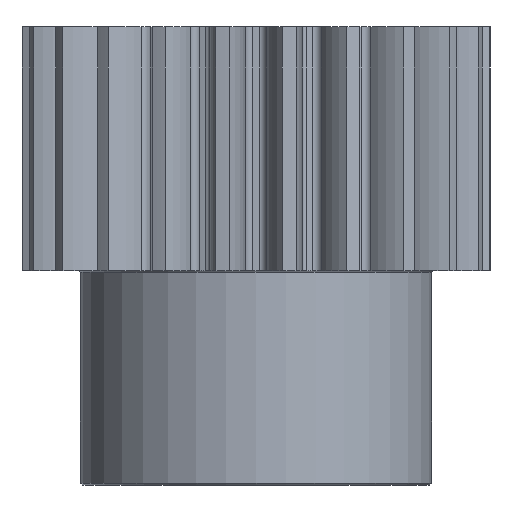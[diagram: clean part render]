
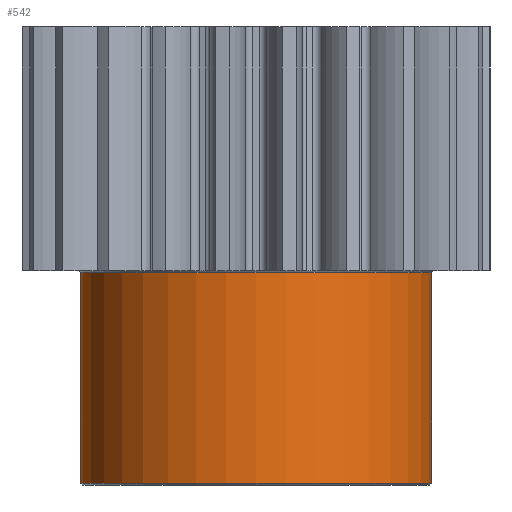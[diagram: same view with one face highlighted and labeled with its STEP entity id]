
A CAD part, front view. The second image highlights one B-rep face of the part: STEP entity #542.
In plain terms, the highlighted cylindrical face has radius 18 mm (diameter 36 mm), a partial arc.
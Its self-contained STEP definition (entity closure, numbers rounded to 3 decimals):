
#542=ADVANCED_FACE('NONE',(#1086),#1087,.T.);
#1086=FACE_OUTER_BOUND('',#1628,.T.);
#1087=CYLINDRICAL_SURFACE('',#1629,18.0);
#1628=EDGE_LOOP('',(#3332,#3333,#3334,#3335));
#1629=AXIS2_PLACEMENT_3D('',#3336,#3337,#3338);
#3332=ORIENTED_EDGE('',*,*,#3487,.F.);
#3333=ORIENTED_EDGE('',*,*,#4068,.T.);
#3334=ORIENTED_EDGE('',*,*,#3489,.T.);
#3335=ORIENTED_EDGE('',*,*,#3466,.T.);
#3336=CARTESIAN_POINT('',(0.0,0.0,-22.0));
#3337=DIRECTION('',(0.0,0.0,-1.0));
#3338=DIRECTION('',(1.0,0.0,0.0));
#3466=EDGE_CURVE('NONE',#4221,#4219,#4222,.T.);
#3487=EDGE_CURVE('NONE',#4246,#4219,#4255,.T.);
#3489=EDGE_CURVE('NONE',#4248,#4221,#4257,.T.);
#4068=EDGE_CURVE('NONE',#4246,#4248,#5100,.T.);
#4219=VERTEX_POINT('NONE',#5281);
#4221=VERTEX_POINT('NONE',#5283);
#4222=CIRCLE('',#5284,18.0);
#4246=VERTEX_POINT('NONE',#5312);
#4248=VERTEX_POINT('NONE',#5315);
#4255=LINE('',#5325,#5326);
#4257=LINE('',#5328,#5329);
#5100=CIRCLE('',#6304,18.0);
#5281=CARTESIAN_POINT('',(-18.0,0.,-0.2));
#5283=CARTESIAN_POINT('',(18.0,0.0,-0.2));
#5284=AXIS2_PLACEMENT_3D('',#6442,#6443,#6444);
#5312=CARTESIAN_POINT('',(-18.0,0.,-21.8));
#5315=CARTESIAN_POINT('',(18.0,0.0,-21.8));
#5325=CARTESIAN_POINT('',(-18.0,0.,-22.0));
#5326=VECTOR('',#6474,1000.0);
#5328=CARTESIAN_POINT('',(18.0,0.0,-22.0));
#5329=VECTOR('',#6478,1000.0);
#6304=AXIS2_PLACEMENT_3D('',#7499,#7500,#7501);
#6442=CARTESIAN_POINT('',(0.0,0.0,-0.2));
#6443=DIRECTION('',(0.0,0.0,-1.0));
#6444=DIRECTION('',(1.0,0.0,0.0));
#6474=DIRECTION('',(0.0,0.0,1.0));
#6478=DIRECTION('',(0.0,0.0,1.0));
#7499=CARTESIAN_POINT('',(0.0,0.0,-21.8));
#7500=DIRECTION('',(0.0,-0.0,1.0));
#7501=DIRECTION('',(1.0,0.0,0.0));
